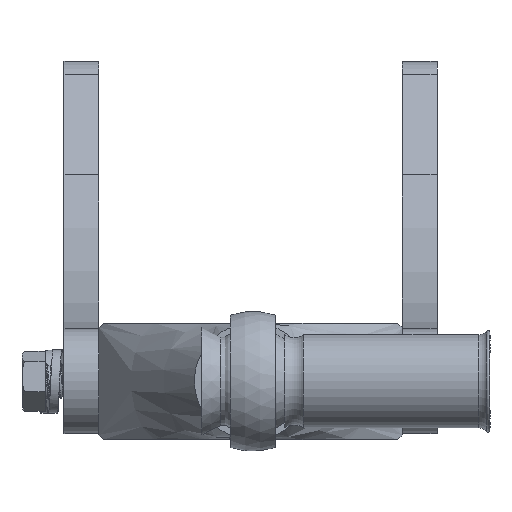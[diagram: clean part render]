
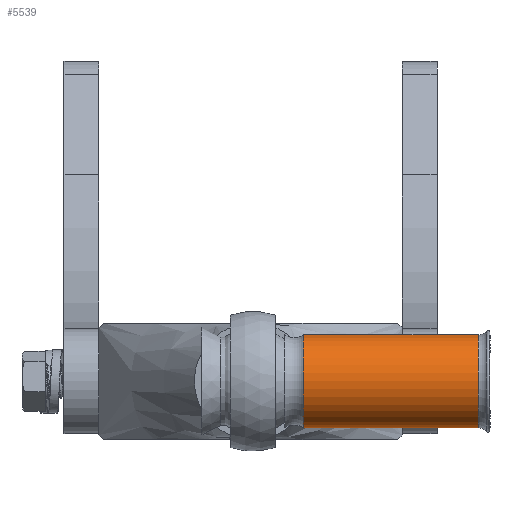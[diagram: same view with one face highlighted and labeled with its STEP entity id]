
A CAD part, left-side view. The second image highlights one B-rep face of the part: STEP entity #5539.
In plain terms, the highlighted cylindrical face has radius 12.7 mm (diameter 25.4 mm), a full revolution.
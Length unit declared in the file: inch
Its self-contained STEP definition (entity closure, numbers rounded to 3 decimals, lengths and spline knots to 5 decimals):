
#451=CYLINDRICAL_SURFACE('',#6010,0.5);
#791=FACE_OUTER_BOUND('',#1135,.T.);
#1135=EDGE_LOOP('',(#3852,#3853,#3854,#3855,#3856,#3857));
#1517=LINE('',#7976,#1900);
#1900=VECTOR('',#6567,0.5);
#2292=CIRCLE('',#6008,0.5);
#2293=CIRCLE('',#6009,0.5);
#2294=CIRCLE('',#6011,0.5);
#2295=CIRCLE('',#6012,0.5);
#2448=VERTEX_POINT('',#7967);
#2449=VERTEX_POINT('',#7969);
#2450=VERTEX_POINT('',#7973);
#2451=VERTEX_POINT('',#7974);
#2993=EDGE_CURVE('',#2449,#2448,#2292,.T.);
#2994=EDGE_CURVE('',#2448,#2449,#2293,.T.);
#2995=EDGE_CURVE('',#2450,#2451,#2294,.T.);
#2996=EDGE_CURVE('',#2450,#2449,#1517,.T.);
#2997=EDGE_CURVE('',#2451,#2450,#2295,.T.);
#3852=ORIENTED_EDGE('',*,*,#2995,.F.);
#3853=ORIENTED_EDGE('',*,*,#2996,.T.);
#3854=ORIENTED_EDGE('',*,*,#2993,.T.);
#3855=ORIENTED_EDGE('',*,*,#2994,.T.);
#3856=ORIENTED_EDGE('',*,*,#2996,.F.);
#3857=ORIENTED_EDGE('',*,*,#2997,.F.);
#5539=ADVANCED_FACE('',(#791),#451,.T.);
#6008=AXIS2_PLACEMENT_3D('',#7970,#6559,#6560);
#6009=AXIS2_PLACEMENT_3D('',#7971,#6561,#6562);
#6010=AXIS2_PLACEMENT_3D('',#7972,#6563,#6564);
#6011=AXIS2_PLACEMENT_3D('',#7975,#6565,#6566);
#6012=AXIS2_PLACEMENT_3D('',#7977,#6568,#6569);
#6559=DIRECTION('center_axis',(1.,0.,0.));
#6560=DIRECTION('ref_axis',(0.,0.,-1.));
#6561=DIRECTION('center_axis',(1.,0.,0.));
#6562=DIRECTION('ref_axis',(0.,0.,-1.));
#6563=DIRECTION('center_axis',(1.,0.,0.));
#6564=DIRECTION('ref_axis',(0.,1.,0.));
#6565=DIRECTION('center_axis',(1.,0.,0.));
#6566=DIRECTION('ref_axis',(0.,0.,-1.));
#6567=DIRECTION('',(-1.,0.,0.));
#6568=DIRECTION('center_axis',(1.,0.,0.));
#6569=DIRECTION('ref_axis',(0.,0.,-1.));
#7967=CARTESIAN_POINT('',(5.42154,5.07497,0.5));
#7969=CARTESIAN_POINT('',(5.42154,4.57497,0.));
#7970=CARTESIAN_POINT('Origin',(5.42154,5.07497,0.));
#7971=CARTESIAN_POINT('Origin',(5.42154,5.07497,0.));
#7972=CARTESIAN_POINT('Origin',(6.35904,5.07497,0.));
#7973=CARTESIAN_POINT('',(7.29654,4.57497,0.));
#7974=CARTESIAN_POINT('',(7.29654,5.07497,0.5));
#7975=CARTESIAN_POINT('Origin',(7.29654,5.07497,0.));
#7976=CARTESIAN_POINT('',(6.35904,4.57497,0.));
#7977=CARTESIAN_POINT('Origin',(7.29654,5.07497,0.));
